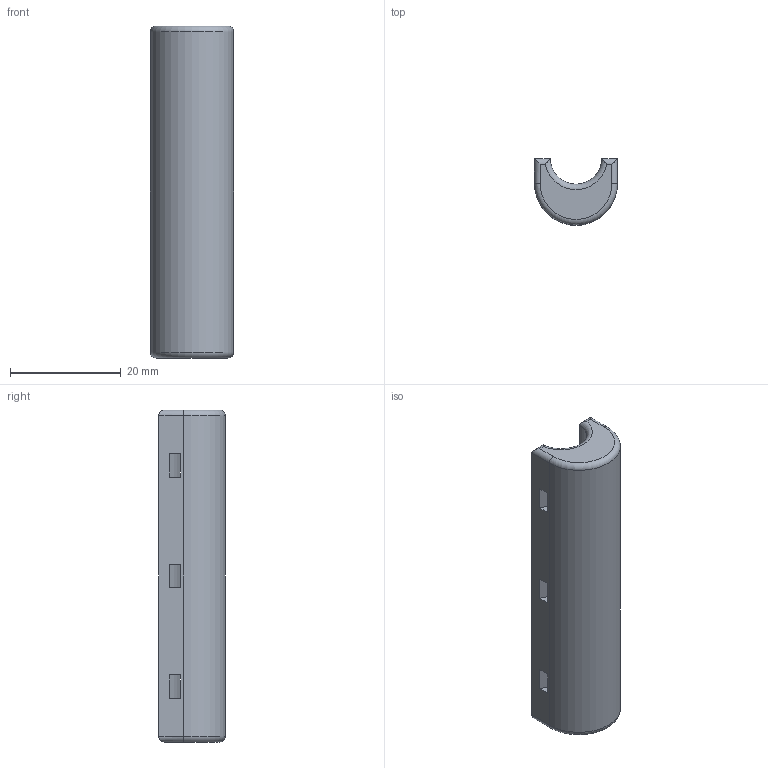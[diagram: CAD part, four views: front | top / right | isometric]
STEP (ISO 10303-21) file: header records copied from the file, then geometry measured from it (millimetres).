
FILE_DESCRIPTION (( 'STEP AP203' ), '1' );
FILE_NAME ('M2 Extruder Motor Mount Harness Cover.STEP', '2013-09-26T18:21:16', ( '' ), ( '' ), 'SwSTEP 2.0', 'SolidWorks 2012', '' );
FILE_SCHEMA (( 'CONFIG_CONTROL_DESIGN' ));
Length unit declared in the file: millimetre
Products named in the file (1): M2 Extruder Motor Mount Harness Cover
Bounding box: 15 x 12 x 60 mm (x, y, z)
Volume: 6991.4 mm3; surface area: 3725.8 mm2
Topology: 1 solids, 1 shells, 35 faces, 96 edges, 60 vertices
Faces by surface type: cylinder 19, plane 12, torus 4
Entity records: 1239 total; most frequent: CARTESIAN_POINT 240, DIRECTION 196, ORIENTED_EDGE 192, EDGE_CURVE 96, AXIS2_PLACEMENT_3D 72, VERTEX_POINT 60, VECTOR 52, LINE 52
